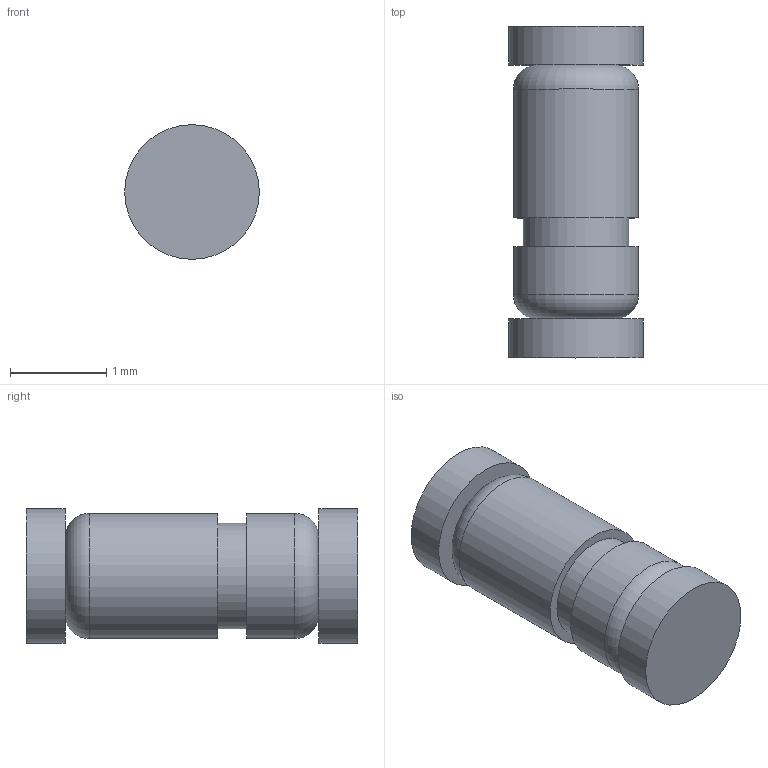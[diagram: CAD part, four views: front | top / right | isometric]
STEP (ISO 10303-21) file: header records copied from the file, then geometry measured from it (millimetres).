
FILE_DESCRIPTION(/* description */ (''),/* implementation_level */ '2;1');
FILE_NAME(/* name */ 'SOD-80.stp',/* time_stamp */ '2020-07-10T10:46:06+02:00',/* author */ ('sawaiz'),/* organization */ (''),/* preprocessor_version */ 'ST-DEVELOPER v18.1',/* originating_system */ 'Autodesk Inventor 2020',/* authorisation */ '');
FILE_SCHEMA (('AUTOMOTIVE_DESIGN { 1 0 10303 214 3 1 1 }'));
Length unit declared in the file: millimetre
Products named in the file (1): sod-80
Bounding box: 1.4 x 3.45 x 1.4 mm (x, y, z)
Volume: 4.5 mm3; surface area: 20.8 mm2
Topology: 1 solids, 1 shells, 13 faces, 27 edges, 20 vertices
Faces by surface type: plane 6, cylinder 5, torus 2
Full cylindrical faces by diameter (mm): 1.1 x1, 1.3 x2, 1.4 x2
Entity records: 439 total; most frequent: DIRECTION 77, CARTESIAN_POINT 61, ORIENTED_EDGE 54, AXIS2_PLACEMENT_3D 36, EDGE_CURVE 27, CIRCLE 22, VERTEX_POINT 20, EDGE_LOOP 17
